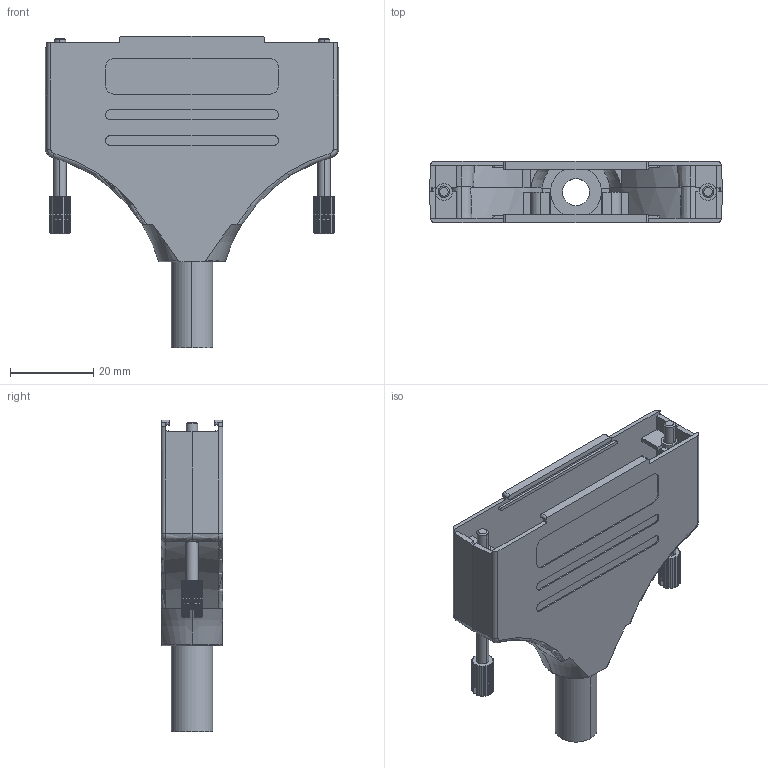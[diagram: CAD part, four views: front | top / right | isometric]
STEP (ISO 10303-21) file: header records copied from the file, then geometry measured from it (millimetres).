
FILE_DESCRIPTION (( 'STEP AP214' ), '1' );
FILE_NAME ('6560-0135-04.STEP', '2022-03-25T14:36:16', ( '' ), ( '' ), 'SwSTEP 2.0', 'SolidWorks 2021', '' );
FILE_SCHEMA (( 'AUTOMOTIVE_DESIGN' ));
Length unit declared in the file: millimetre
Products named in the file (7): 6560-0135-04; 6855-0117-03; 6824-0120-02; 6826-0141-02; 6522-0110-12; 6805-0136-14; 6805-0136-04
Assembly tree (8 placements, depth 2):
  6560-0135-04
    6805-0136-14
    6522-0110-12
    6805-0136-04
    6824-0120-02
    6826-0141-02  x2
    6855-0117-03  x2
Bounding box: 70.5 x 14.8 x 74.9 mm (x, y, z)
Volume: 10286 mm3; surface area: 20563.9 mm2
Topology: 8 solids, 8 shells, 1686 faces, 3878 edges, 2236 vertices
Faces by surface type: bspline 822, cylinder 433, plane 381, cone 34, torus 16
Entity records: 114189 total; most frequent: CARTESIAN_POINT 89512, ORIENTED_EDGE 6830, EDGE_CURVE 3415, DIRECTION 3038, VERTEX_POINT 1930, EDGE_LOOP 1553, FACE_OUTER_BOUND 1521, ADVANCED_FACE 1521
